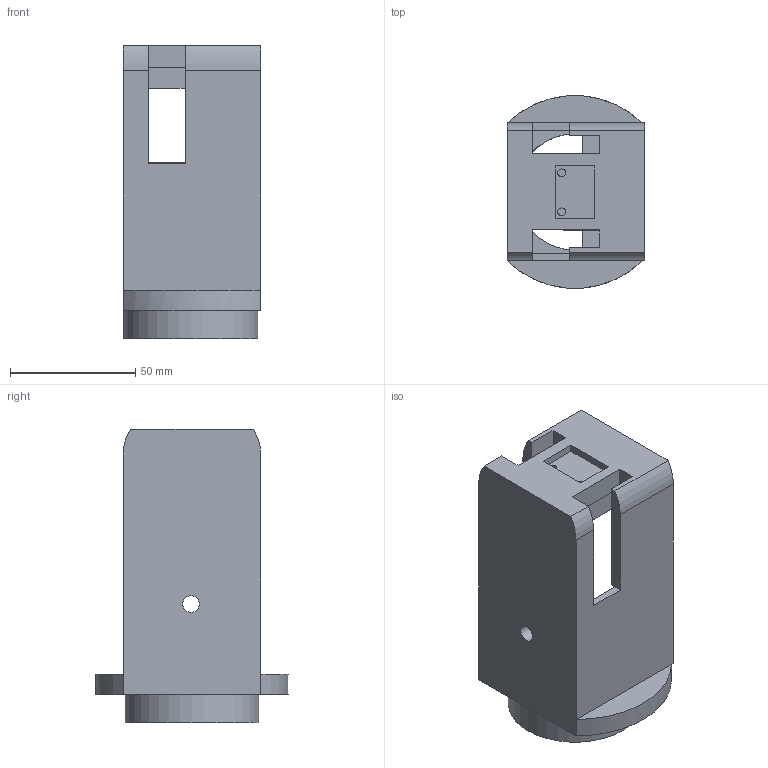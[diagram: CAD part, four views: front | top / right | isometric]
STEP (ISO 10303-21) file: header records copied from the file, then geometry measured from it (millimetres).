
FILE_DESCRIPTION(/* description */ (''),/* implementation_level */ '2;1');
FILE_NAME(/* name */ 'Eslabon_Giro__Bien v1.step',/* time_stamp */ '2025-11-06T18:37:23-06:00',/* author */ (''),/* organization */ (''),/* preprocessor_version */ 'ST-DEVELOPER v20.1',/* originating_system */ 'Autodesk Translation Framework v14.17.0.0',/* authorisation */ '');
FILE_SCHEMA (('AUTOMOTIVE_DESIGN { 1 0 10303 214 3 1 1 }'));
Length unit declared in the file: millimetre
Products named in the file (1): Eslabon_Giro__Bien
Bounding box: 55 x 77.06 x 117.46 mm (x, y, z)
Volume: 140416.5 mm3; surface area: 51583.7 mm2
Topology: 1 solids, 1 shells, 126 faces, 316 edges, 204 vertices
Faces by surface type: plane 90, cylinder 36
Full cylindrical faces by diameter (mm): 2 x9, 3.11 x2, 6.6 x5, 13.3 x1, 53.5 x1
Entity records: 3806 total; most frequent: DIRECTION 656, CARTESIAN_POINT 647, ORIENTED_EDGE 632, EDGE_CURVE 316, LINE 230, VECTOR 230, AXIS2_PLACEMENT_3D 213, VERTEX_POINT 204
